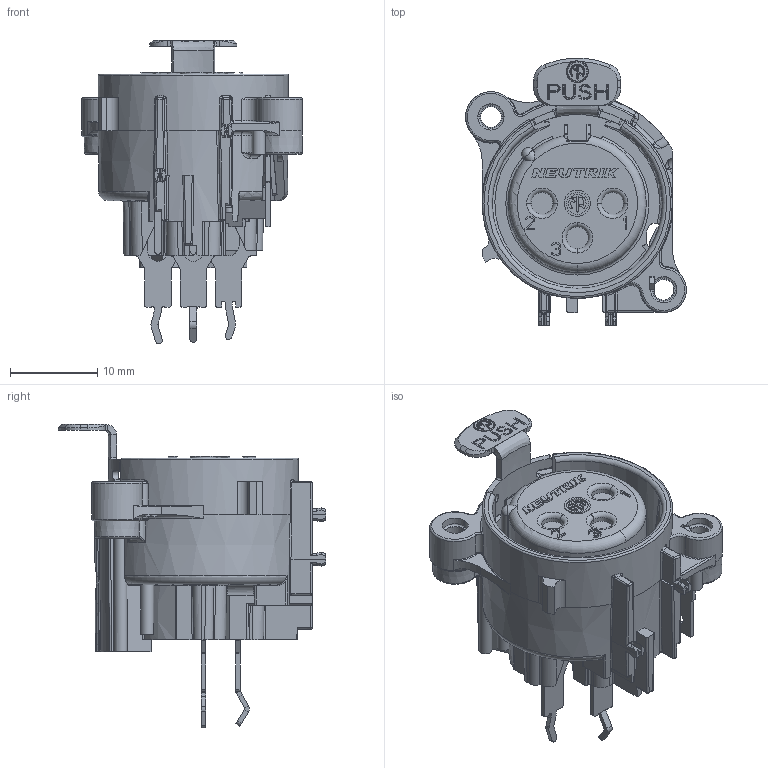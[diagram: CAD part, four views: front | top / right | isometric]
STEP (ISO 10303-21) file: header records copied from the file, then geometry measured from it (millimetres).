
FILE_DESCRIPTION((''),'2;1');
FILE_NAME('30011403','2024-04-15T12:02:24',('SYSTEM'),(''),'CREO PARAMETRIC BY PTC INC, 2023424','CREO PARAMETRIC BY PTC INC, 2023424','');
FILE_SCHEMA(('CONFIG_CONTROL_DESIGN'));
Length unit declared in the file: millimetre
Products named in the file (1): 30011403
Bounding box: 25.3 x 30.61 x 34.79 mm (x, y, z)
Volume: 5786.5 mm3; surface area: 5645.2 mm2
Topology: 1 solids, 1 shells, 1737 faces, 4660 edges, 2941 vertices
Faces by surface type: plane 1003, cylinder 360, bspline 186, torus 94, cone 71, sphere 20, extrusion 2, revolution 1
Entity records: 60700 total; most frequent: CARTESIAN_POINT 18647, ORIENTED_EDGE 9314, DIRECTION 8033, EDGE_CURVE 4657, VECTOR 2946, LINE 2944, VERTEX_POINT 2941, AXIS2_PLACEMENT_3D 2543
